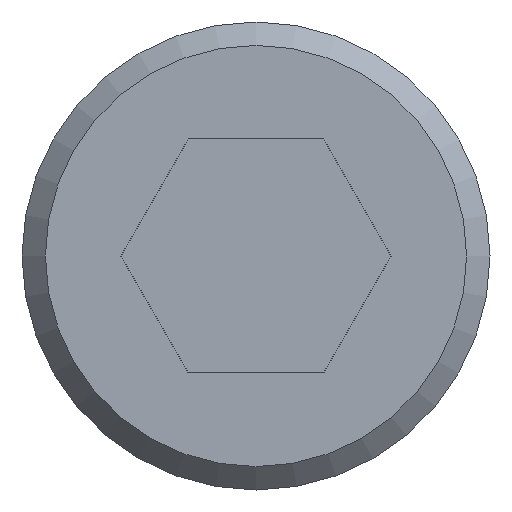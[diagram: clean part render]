
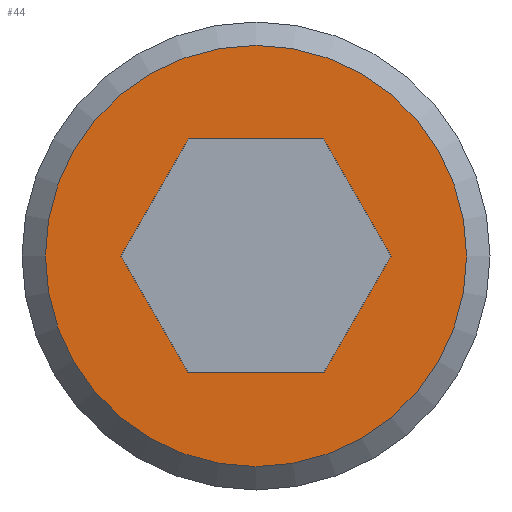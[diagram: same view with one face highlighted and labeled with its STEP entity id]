
A CAD part, left-side view. The second image highlights one B-rep face of the part: STEP entity #44.
In plain terms, the highlighted planar face has unit normal (-1, 0, 0).
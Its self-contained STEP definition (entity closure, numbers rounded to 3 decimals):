
#44 = ADVANCED_FACE( '', ( #99, #100 ), #101, .F. );
#99 = FACE_OUTER_BOUND( '', #171, .T. );
#100 = FACE_BOUND( '', #172, .T. );
#101 = PLANE( '', #173 );
#171 = EDGE_LOOP( '', ( #239 ) );
#172 = EDGE_LOOP( '', ( #240, #241, #242, #243, #244, #245 ) );
#173 = AXIS2_PLACEMENT_3D( '', #246, #247, #248 );
#239 = ORIENTED_EDGE( '', *, *, #365, .F. );
#240 = ORIENTED_EDGE( '', *, *, #366, .T. );
#241 = ORIENTED_EDGE( '', *, *, #367, .T. );
#242 = ORIENTED_EDGE( '', *, *, #368, .T. );
#243 = ORIENTED_EDGE( '', *, *, #369, .T. );
#244 = ORIENTED_EDGE( '', *, *, #370, .T. );
#245 = ORIENTED_EDGE( '', *, *, #371, .T. );
#246 = CARTESIAN_POINT( '', ( 0., 0., 0. ) );
#247 = DIRECTION( '', ( 1., 0., 0. ) );
#248 = DIRECTION( '', ( 0., 0., -1. ) );
#365 = EDGE_CURVE( '', #414, #414, #415, .T. );
#366 = EDGE_CURVE( '', #416, #417, #418, .T. );
#367 = EDGE_CURVE( '', #417, #419, #420, .T. );
#368 = EDGE_CURVE( '', #419, #421, #422, .T. );
#369 = EDGE_CURVE( '', #421, #423, #424, .T. );
#370 = EDGE_CURVE( '', #423, #425, #426, .T. );
#371 = EDGE_CURVE( '', #425, #416, #427, .T. );
#414 = VERTEX_POINT( '', #482 );
#415 = CIRCLE( '', #483, 4.5 );
#416 = VERTEX_POINT( '', #484 );
#417 = VERTEX_POINT( '', #485 );
#418 = LINE( '', #486, #487 );
#419 = VERTEX_POINT( '', #488 );
#420 = LINE( '', #489, #490 );
#421 = VERTEX_POINT( '', #491 );
#422 = LINE( '', #492, #493 );
#423 = VERTEX_POINT( '', #494 );
#424 = LINE( '', #495, #496 );
#425 = VERTEX_POINT( '', #497 );
#426 = LINE( '', #498, #499 );
#427 = LINE( '', #500, #501 );
#482 = CARTESIAN_POINT( '', ( 0., 0., -4.5 ) );
#483 = AXIS2_PLACEMENT_3D( '', #568, #569, #570 );
#484 = CARTESIAN_POINT( '', ( 0., 1.443, 2.5 ) );
#485 = CARTESIAN_POINT( '', ( 0., -1.443, 2.5 ) );
#486 = CARTESIAN_POINT( '', ( 0., 1.443, 2.5 ) );
#487 = VECTOR( '', #571, 1000. );
#488 = CARTESIAN_POINT( '', ( 0., -2.887, 0. ) );
#489 = CARTESIAN_POINT( '', ( 0., -1.443, 2.5 ) );
#490 = VECTOR( '', #572, 1000. );
#491 = CARTESIAN_POINT( '', ( 0., -1.443, -2.5 ) );
#492 = CARTESIAN_POINT( '', ( 0., -2.887, 0. ) );
#493 = VECTOR( '', #573, 1000. );
#494 = CARTESIAN_POINT( '', ( 0., 1.443, -2.5 ) );
#495 = CARTESIAN_POINT( '', ( 0., -1.443, -2.5 ) );
#496 = VECTOR( '', #574, 1000. );
#497 = CARTESIAN_POINT( '', ( 0., 2.887, 0. ) );
#498 = CARTESIAN_POINT( '', ( 0., 1.443, -2.5 ) );
#499 = VECTOR( '', #575, 1000. );
#500 = CARTESIAN_POINT( '', ( 0., 2.887, 0. ) );
#501 = VECTOR( '', #576, 1000. );
#568 = CARTESIAN_POINT( '', ( 0., 0., 0. ) );
#569 = DIRECTION( '', ( 1., 0., 0. ) );
#570 = DIRECTION( '', ( 0., 0., -1. ) );
#571 = DIRECTION( '', ( 0., -1., 0. ) );
#572 = DIRECTION( '', ( 0., -0.5, -0.866 ) );
#573 = DIRECTION( '', ( 0., 0.5, -0.866 ) );
#574 = DIRECTION( '', ( 0., 1., 0. ) );
#575 = DIRECTION( '', ( 0., 0.5, 0.866 ) );
#576 = DIRECTION( '', ( 0., -0.5, 0.866 ) );
